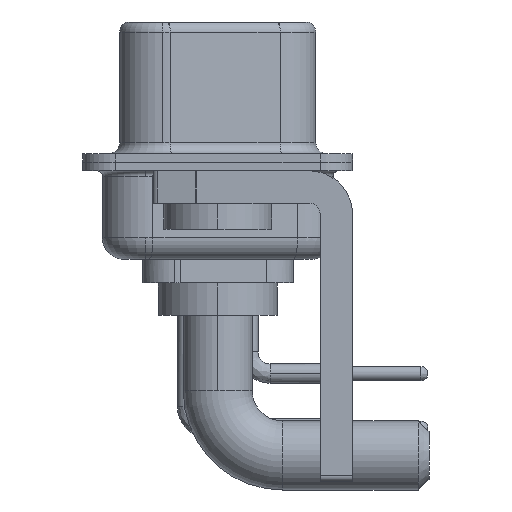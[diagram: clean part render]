
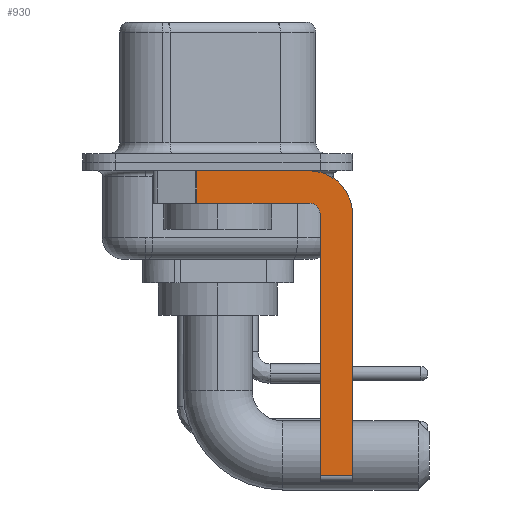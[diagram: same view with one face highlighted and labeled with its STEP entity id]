
A CAD part, left-side view. The second image highlights one B-rep face of the part: STEP entity #930.
In plain terms, the highlighted planar face has unit normal (-1, 0, 0).
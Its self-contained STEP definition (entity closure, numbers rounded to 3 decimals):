
#174 = VECTOR ( 'NONE', #4447, 1000. ) ;
#735 = CARTESIAN_POINT ( 'NONE',  ( -2.9, 0.978, -1.9 ) ) ;
#765 = VERTEX_POINT ( 'NONE', #11646 ) ;
#930 = ADVANCED_FACE ( 'NONE', ( #13522 ), #6343, .F. ) ;
#1266 = VERTEX_POINT ( 'NONE', #13654 ) ;
#1283 = VERTEX_POINT ( 'NONE', #11609 ) ;
#1770 = EDGE_CURVE ( 'NONE', #1266, #23688, #3294, .T. ) ;
#1835 = LINE ( 'NONE', #15563, #174 ) ;
#1885 = VECTOR ( 'NONE', #27010, 1000. ) ;
#2146 = DIRECTION ( 'NONE',  ( -1., 0., 0. ) ) ;
#2546 = CARTESIAN_POINT ( 'NONE',  ( -2.9, -4.25, -14.55 ) ) ;
#3294 = LINE ( 'NONE', #9476, #3681 ) ;
#3594 = AXIS2_PLACEMENT_3D ( 'NONE', #4040, #2146, #19833 ) ;
#3681 = VECTOR ( 'NONE', #23310, 1000. ) ;
#4040 = CARTESIAN_POINT ( 'NONE',  ( -2.9, -4.25, -2.4 ) ) ;
#4146 = CARTESIAN_POINT ( 'NONE',  ( -2.9, -4.25, -2.4 ) ) ;
#4447 = DIRECTION ( 'NONE',  ( 0., 0., -1. ) ) ;
#4526 = CIRCLE ( 'NONE', #3594, 0.5 ) ;
#5044 = DIRECTION ( 'NONE',  ( 0., -1., 0. ) ) ;
#6343 = PLANE ( 'NONE',  #23230 ) ;
#7124 = VERTEX_POINT ( 'NONE', #7941 ) ;
#7941 = CARTESIAN_POINT ( 'NONE',  ( -2.9, -4.75, -2.4 ) ) ;
#8403 = DIRECTION ( 'NONE',  ( 0., 0., -1. ) ) ;
#8656 = CARTESIAN_POINT ( 'NONE',  ( -2.9, -4.25, -1.9 ) ) ;
#9476 = CARTESIAN_POINT ( 'NONE',  ( -2.9, -6.25, -2.4 ) ) ;
#9601 = ORIENTED_EDGE ( 'NONE', *, *, #14168, .F. ) ;
#11595 = AXIS2_PLACEMENT_3D ( 'NONE', #13545, #20118, #22444 ) ;
#11609 = CARTESIAN_POINT ( 'NONE',  ( -2.9, -4.75, -14.55 ) ) ;
#11646 = CARTESIAN_POINT ( 'NONE',  ( -2.9, 0.978, -0.4 ) ) ;
#11821 = VECTOR ( 'NONE', #5044, 1000. ) ;
#12257 = EDGE_LOOP ( 'NONE', ( #13772, #18219, #17329, #25661, #19499, #19663, #12995, #9601 ) ) ;
#12860 = VECTOR ( 'NONE', #17557, 1000. ) ;
#12952 = EDGE_CURVE ( 'NONE', #1283, #23688, #13363, .T. ) ;
#12995 = ORIENTED_EDGE ( 'NONE', *, *, #1770, .F. ) ;
#13239 = VERTEX_POINT ( 'NONE', #735 ) ;
#13363 = LINE ( 'NONE', #2546, #26000 ) ;
#13522 = FACE_OUTER_BOUND ( 'NONE', #12257, .T. ) ;
#13545 = CARTESIAN_POINT ( 'NONE',  ( -2.9, -4.25, -2.4 ) ) ;
#13654 = CARTESIAN_POINT ( 'NONE',  ( -2.9, -6.25, -2.4 ) ) ;
#13772 = ORIENTED_EDGE ( 'NONE', *, *, #25525, .F. ) ;
#13810 = VERTEX_POINT ( 'NONE', #20297 ) ;
#13820 = LINE ( 'NONE', #22722, #11821 ) ;
#14168 = EDGE_CURVE ( 'NONE', #13810, #1266, #26511, .T. ) ;
#15563 = CARTESIAN_POINT ( 'NONE',  ( -2.9, 0.978, -1.9 ) ) ;
#16173 = CARTESIAN_POINT ( 'NONE',  ( -2.9, -6.25, -14.55 ) ) ;
#17329 = ORIENTED_EDGE ( 'NONE', *, *, #27588, .F. ) ;
#17557 = DIRECTION ( 'NONE',  ( 0., 1., 0. ) ) ;
#18219 = ORIENTED_EDGE ( 'NONE', *, *, #25289, .T. ) ;
#19238 = EDGE_CURVE ( 'NONE', #7124, #22566, #4526, .T. ) ;
#19399 = DIRECTION ( 'NONE',  ( 0., -1., 0. ) ) ;
#19499 = ORIENTED_EDGE ( 'NONE', *, *, #22597, .F. ) ;
#19663 = ORIENTED_EDGE ( 'NONE', *, *, #12952, .T. ) ;
#19711 = CARTESIAN_POINT ( 'NONE',  ( -2.9, -4.25, -1.9 ) ) ;
#19833 = DIRECTION ( 'NONE',  ( 0., 0., 1. ) ) ;
#20118 = DIRECTION ( 'NONE',  ( 1., 0., 0. ) ) ;
#20297 = CARTESIAN_POINT ( 'NONE',  ( -2.9, -4.25, -0.4 ) ) ;
#22269 = DIRECTION ( 'NONE',  ( 1., 0., 0. ) ) ;
#22444 = DIRECTION ( 'NONE',  ( 0., 0., -1. ) ) ;
#22566 = VERTEX_POINT ( 'NONE', #19711 ) ;
#22597 = EDGE_CURVE ( 'NONE', #1283, #7124, #28754, .T. ) ;
#22722 = CARTESIAN_POINT ( 'NONE',  ( -2.9, 3., -0.4 ) ) ;
#23230 = AXIS2_PLACEMENT_3D ( 'NONE', #4146, #22269, #8403 ) ;
#23310 = DIRECTION ( 'NONE',  ( 0., 0., -1. ) ) ;
#23688 = VERTEX_POINT ( 'NONE', #16173 ) ;
#25289 = EDGE_CURVE ( 'NONE', #765, #13239, #1835, .T. ) ;
#25525 = EDGE_CURVE ( 'NONE', #765, #13810, #13820, .T. ) ;
#25661 = ORIENTED_EDGE ( 'NONE', *, *, #19238, .F. ) ;
#26000 = VECTOR ( 'NONE', #19399, 1000. ) ;
#26511 = CIRCLE ( 'NONE', #11595, 2. ) ;
#26570 = CARTESIAN_POINT ( 'NONE',  ( -2.9, -4.75, -14.8 ) ) ;
#27010 = DIRECTION ( 'NONE',  ( 0., 0., 1. ) ) ;
#27588 = EDGE_CURVE ( 'NONE', #22566, #13239, #28661, .T. ) ;
#28661 = LINE ( 'NONE', #8656, #12860 ) ;
#28754 = LINE ( 'NONE', #26570, #1885 ) ;
